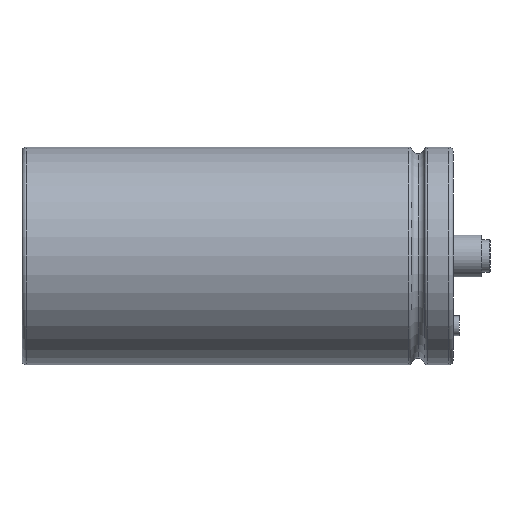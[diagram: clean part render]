
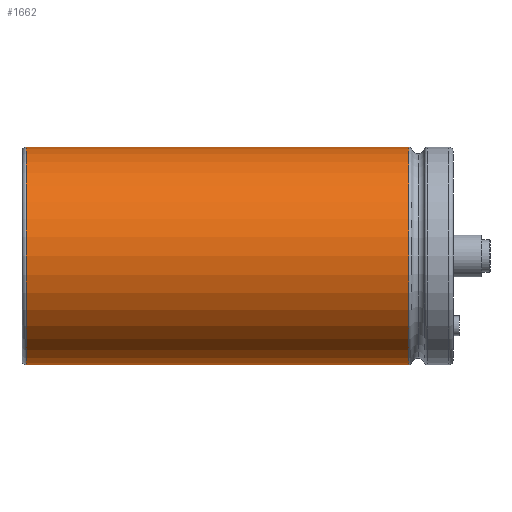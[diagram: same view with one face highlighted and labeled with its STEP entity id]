
A CAD part, left-side view. The second image highlights one B-rep face of the part: STEP entity #1662.
In plain terms, the highlighted cylindrical face has radius 26.5 mm (diameter 53 mm), a partial arc.
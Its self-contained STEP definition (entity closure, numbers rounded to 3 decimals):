
#180 = AXIS2_PLACEMENT_3D ( 'NONE', #610, #208, #2410 ) ;
#208 = DIRECTION ( 'NONE',  ( 0., 1., 0. ) ) ;
#299 = VERTEX_POINT ( 'NONE', #1024 ) ;
#358 = VECTOR ( 'NONE', #2175, 1000. ) ;
#487 = DIRECTION ( 'NONE',  ( 0., 0., 1. ) ) ;
#522 = DIRECTION ( 'NONE',  ( 0., 1., 0. ) ) ;
#552 = AXIS2_PLACEMENT_3D ( 'NONE', #667, #1973, #487 ) ;
#559 = ORIENTED_EDGE ( 'NONE', *, *, #1110, .F. ) ;
#610 = CARTESIAN_POINT ( 'NONE',  ( 0., -41.737, 0. ) ) ;
#667 = CARTESIAN_POINT ( 'NONE',  ( 0., 52.5, 0. ) ) ;
#685 = LINE ( 'NONE', #1420, #358 ) ;
#697 = EDGE_CURVE ( 'NONE', #2262, #1866, #2307, .T. ) ;
#701 = ORIENTED_EDGE ( 'NONE', *, *, #1404, .T. ) ;
#801 = CARTESIAN_POINT ( 'NONE',  ( 0., 51.5, 0. ) ) ;
#822 = AXIS2_PLACEMENT_3D ( 'NONE', #801, #1912, #1380 ) ;
#859 = FACE_OUTER_BOUND ( 'NONE', #1330, .T. ) ;
#1020 = VECTOR ( 'NONE', #522, 1000. ) ;
#1024 = CARTESIAN_POINT ( 'NONE',  ( 0., 51.5, -26.5 ) ) ;
#1110 = EDGE_CURVE ( 'NONE', #299, #2036, #1369, .T. ) ;
#1153 = CARTESIAN_POINT ( 'NONE',  ( 0., -41.737, 26.5 ) ) ;
#1330 = EDGE_LOOP ( 'NONE', ( #1791, #1809, #701, #559 ) ) ;
#1333 = CARTESIAN_POINT ( 'NONE',  ( 0., 51.5, 26.5 ) ) ;
#1369 = CIRCLE ( 'NONE', #822, 26.5 ) ;
#1380 = DIRECTION ( 'NONE',  ( 0., 0., 1. ) ) ;
#1404 = EDGE_CURVE ( 'NONE', #1866, #2036, #685, .T. ) ;
#1420 = CARTESIAN_POINT ( 'NONE',  ( 0., 52.5, 26.5 ) ) ;
#1464 = CARTESIAN_POINT ( 'NONE',  ( 0., -41.737, -26.5 ) ) ;
#1662 = ADVANCED_FACE ( 'NONE', ( #859 ), #2197, .T. ) ;
#1785 = EDGE_CURVE ( 'NONE', #2262, #299, #2035, .T. ) ;
#1791 = ORIENTED_EDGE ( 'NONE', *, *, #1785, .F. ) ;
#1809 = ORIENTED_EDGE ( 'NONE', *, *, #697, .T. ) ;
#1866 = VERTEX_POINT ( 'NONE', #1153 ) ;
#1912 = DIRECTION ( 'NONE',  ( 0., 1., 0. ) ) ;
#1973 = DIRECTION ( 'NONE',  ( 0., 1., 0. ) ) ;
#2035 = LINE ( 'NONE', #2058, #1020 ) ;
#2036 = VERTEX_POINT ( 'NONE', #1333 ) ;
#2058 = CARTESIAN_POINT ( 'NONE',  ( 0., 52.5, -26.5 ) ) ;
#2175 = DIRECTION ( 'NONE',  ( 0., 1., 0. ) ) ;
#2197 = CYLINDRICAL_SURFACE ( 'NONE', #552, 26.5 ) ;
#2262 = VERTEX_POINT ( 'NONE', #1464 ) ;
#2307 = CIRCLE ( 'NONE', #180, 26.5 ) ;
#2410 = DIRECTION ( 'NONE',  ( 0., 0., 1. ) ) ;
